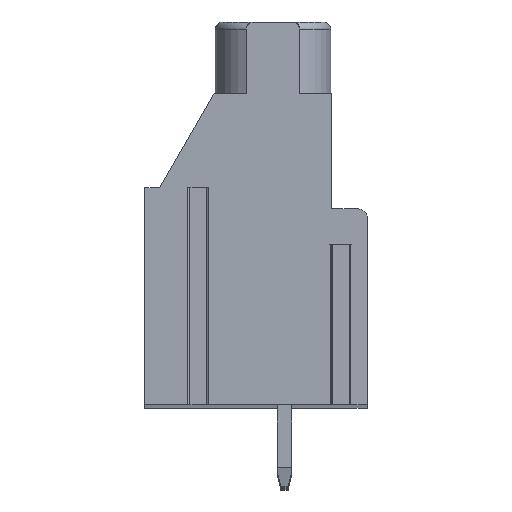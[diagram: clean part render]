
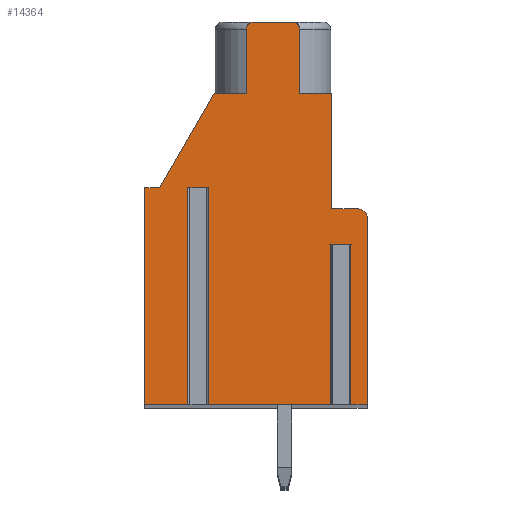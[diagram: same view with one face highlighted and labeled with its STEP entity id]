
A CAD part, top view. The second image highlights one B-rep face of the part: STEP entity #14364.
In plain terms, the highlighted planar face has unit normal (0, 0, 1).
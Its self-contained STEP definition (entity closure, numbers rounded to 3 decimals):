
#65=DIRECTION('',(-1.,0.,0.));
#66=VECTOR('',#65,1.146);
#67=CARTESIAN_POINT('',(-2.127,1.2,104.775));
#68=LINE('',#67,#66);
#69=DIRECTION('',(0.,-1.,0.));
#70=VECTOR('',#69,12.2);
#71=CARTESIAN_POINT('',(-3.273,1.2,104.775));
#72=LINE('',#71,#70);
#73=DIRECTION('',(1.,0.,0.));
#74=VECTOR('',#73,2.427);
#75=CARTESIAN_POINT('',(-5.7,-11.,104.775));
#76=LINE('',#75,#74);
#77=DIRECTION('',(0.,-1.,0.));
#78=VECTOR('',#77,12.2);
#79=CARTESIAN_POINT('',(-5.7,1.2,104.775));
#80=LINE('',#79,#78);
#81=DIRECTION('',(-1.,0.,0.));
#82=VECTOR('',#81,0.84);
#83=CARTESIAN_POINT('',(-4.86,1.2,104.775));
#84=LINE('',#83,#82);
#85=DIRECTION('',(-0.5,-0.866,0.));
#86=VECTOR('',#85,6.12);
#87=CARTESIAN_POINT('',(-1.8,6.5,104.775));
#88=LINE('',#87,#86);
#89=DIRECTION('',(-1.,0.,0.));
#90=VECTOR('',#89,1.8);
#91=CARTESIAN_POINT('',(0.,6.5,104.775));
#92=LINE('',#91,#90);
#93=DIRECTION('',(0.,-1.,0.));
#94=VECTOR('',#93,3.6);
#95=CARTESIAN_POINT('',(0.,10.1,104.775));
#96=LINE('',#95,#94);
#97=CARTESIAN_POINT('',(0.4,10.1,104.775));
#98=DIRECTION('',(0.,0.,1.));
#99=DIRECTION('',(0.,1.,0.));
#100=AXIS2_PLACEMENT_3D('',#97,#98,#99);
#102=DIRECTION('',(-1.,0.,0.));
#103=VECTOR('',#102,2.2);
#104=CARTESIAN_POINT('',(2.6,10.5,104.775));
#105=LINE('',#104,#103);
#106=CARTESIAN_POINT('',(2.6,10.1,104.775));
#107=DIRECTION('',(0.,0.,1.));
#108=DIRECTION('',(1.,0.,0.));
#109=AXIS2_PLACEMENT_3D('',#106,#107,#108);
#111=DIRECTION('',(0.,1.,0.));
#112=VECTOR('',#111,3.6);
#113=CARTESIAN_POINT('',(3.,6.5,104.775));
#114=LINE('',#113,#112);
#115=DIRECTION('',(-1.,0.,0.));
#116=VECTOR('',#115,1.8);
#117=CARTESIAN_POINT('',(4.8,6.5,104.775));
#118=LINE('',#117,#116);
#119=DIRECTION('',(0.,1.,0.));
#120=VECTOR('',#119,6.5);
#121=CARTESIAN_POINT('',(4.8,0.,104.775));
#122=LINE('',#121,#120);
#123=DIRECTION('',(-1.,0.,0.));
#124=VECTOR('',#123,1.5);
#125=CARTESIAN_POINT('',(6.3,0.,104.775));
#126=LINE('',#125,#124);
#127=CARTESIAN_POINT('',(6.3,-0.5,104.775));
#128=DIRECTION('',(0.,0.,1.));
#129=DIRECTION('',(1.,0.,0.));
#130=AXIS2_PLACEMENT_3D('',#127,#128,#129);
#132=DIRECTION('',(0.,1.,0.));
#133=VECTOR('',#132,10.5);
#134=CARTESIAN_POINT('',(6.8,-11.,104.775));
#135=LINE('',#134,#133);
#136=DIRECTION('',(1.,0.,0.));
#137=VECTOR('',#136,0.925);
#138=CARTESIAN_POINT('',(5.875,-11.,104.775));
#139=LINE('',#138,#137);
#140=DIRECTION('',(0.,-1.,0.));
#141=VECTOR('',#140,9.);
#142=CARTESIAN_POINT('',(5.875,-2.,104.775));
#143=LINE('',#142,#141);
#144=DIRECTION('',(-1.,0.,0.));
#145=VECTOR('',#144,1.146);
#146=CARTESIAN_POINT('',(5.875,-2.,104.775));
#147=LINE('',#146,#145);
#148=DIRECTION('',(0.,-1.,0.));
#149=VECTOR('',#148,9.);
#150=CARTESIAN_POINT('',(4.728,-2.,104.775));
#151=LINE('',#150,#149);
#152=DIRECTION('',(1.,0.,0.));
#153=VECTOR('',#152,6.855);
#154=CARTESIAN_POINT('',(-2.127,-11.,104.775));
#155=LINE('',#154,#153);
#156=DIRECTION('',(0.,-1.,0.));
#157=VECTOR('',#156,12.2);
#158=CARTESIAN_POINT('',(-2.127,1.2,104.775));
#159=LINE('',#158,#157);
#11187=CARTESIAN_POINT('',(6.8,-11.,104.775));
#11188=CARTESIAN_POINT('',(6.8,-0.5,104.775));
#11189=VERTEX_POINT('',#11187);
#11190=VERTEX_POINT('',#11188);
#11191=CARTESIAN_POINT('',(6.3,0.,104.775));
#11192=VERTEX_POINT('',#11191);
#11193=CARTESIAN_POINT('',(4.8,0.,104.775));
#11194=VERTEX_POINT('',#11193);
#11195=CARTESIAN_POINT('',(4.8,6.5,104.775));
#11196=VERTEX_POINT('',#11195);
#11197=CARTESIAN_POINT('',(3.,6.5,104.775));
#11198=VERTEX_POINT('',#11197);
#11199=CARTESIAN_POINT('',(3.,10.1,104.775));
#11200=VERTEX_POINT('',#11199);
#11201=CARTESIAN_POINT('',(2.6,10.5,104.775));
#11202=VERTEX_POINT('',#11201);
#11203=CARTESIAN_POINT('',(0.4,10.5,104.775));
#11204=VERTEX_POINT('',#11203);
#11205=CARTESIAN_POINT('',(0.,10.1,104.775));
#11206=VERTEX_POINT('',#11205);
#11207=CARTESIAN_POINT('',(0.,6.5,104.775));
#11208=VERTEX_POINT('',#11207);
#11209=CARTESIAN_POINT('',(-1.8,6.5,104.775));
#11210=VERTEX_POINT('',#11209);
#11211=CARTESIAN_POINT('',(-4.86,1.2,104.775));
#11212=VERTEX_POINT('',#11211);
#11213=CARTESIAN_POINT('',(-5.7,1.2,104.775));
#11214=VERTEX_POINT('',#11213);
#11215=CARTESIAN_POINT('',(-5.7,-11.,104.775));
#11216=VERTEX_POINT('',#11215);
#11373=CARTESIAN_POINT('',(5.875,-2.,104.775));
#11374=CARTESIAN_POINT('',(4.728,-2.,104.775));
#11375=VERTEX_POINT('',#11373);
#11376=VERTEX_POINT('',#11374);
#11377=CARTESIAN_POINT('',(5.875,-11.,104.775));
#11378=VERTEX_POINT('',#11377);
#11379=CARTESIAN_POINT('',(4.728,-11.,104.775));
#11380=VERTEX_POINT('',#11379);
#11405=CARTESIAN_POINT('',(-2.127,1.2,104.775));
#11406=CARTESIAN_POINT('',(-3.273,1.2,104.775));
#11407=VERTEX_POINT('',#11405);
#11408=VERTEX_POINT('',#11406);
#11409=CARTESIAN_POINT('',(-2.127,-11.,104.775));
#11410=VERTEX_POINT('',#11409);
#11411=CARTESIAN_POINT('',(-3.273,-11.,104.775));
#11412=VERTEX_POINT('',#11411);
#14311=CARTESIAN_POINT('',(0.,0.,104.775));
#14312=DIRECTION('',(0.,0.,1.));
#14313=DIRECTION('',(1.,0.,0.));
#14314=AXIS2_PLACEMENT_3D('',#14311,#14312,#14313);
#14315=PLANE('',#14314);
#14317=ORIENTED_EDGE('',*,*,#14316,.T.);
#14319=ORIENTED_EDGE('',*,*,#14318,.T.);
#14321=ORIENTED_EDGE('',*,*,#14320,.F.);
#14323=ORIENTED_EDGE('',*,*,#14322,.F.);
#14325=ORIENTED_EDGE('',*,*,#14324,.F.);
#14327=ORIENTED_EDGE('',*,*,#14326,.F.);
#14329=ORIENTED_EDGE('',*,*,#14328,.F.);
#14331=ORIENTED_EDGE('',*,*,#14330,.F.);
#14333=ORIENTED_EDGE('',*,*,#14332,.F.);
#14335=ORIENTED_EDGE('',*,*,#14334,.F.);
#14337=ORIENTED_EDGE('',*,*,#14336,.F.);
#14339=ORIENTED_EDGE('',*,*,#14338,.F.);
#14341=ORIENTED_EDGE('',*,*,#14340,.F.);
#14343=ORIENTED_EDGE('',*,*,#14342,.F.);
#14345=ORIENTED_EDGE('',*,*,#14344,.F.);
#14347=ORIENTED_EDGE('',*,*,#14346,.F.);
#14349=ORIENTED_EDGE('',*,*,#14348,.F.);
#14351=ORIENTED_EDGE('',*,*,#14350,.F.);
#14353=ORIENTED_EDGE('',*,*,#14352,.F.);
#14355=ORIENTED_EDGE('',*,*,#14354,.T.);
#14357=ORIENTED_EDGE('',*,*,#14356,.T.);
#14359=ORIENTED_EDGE('',*,*,#14358,.F.);
#14361=ORIENTED_EDGE('',*,*,#14360,.F.);
#14362=EDGE_LOOP('',(#14317,#14319,#14321,#14323,#14325,#14327,#14329,#14331,
#14333,#14335,#14337,#14339,#14341,#14343,#14345,#14347,#14349,#14351,#14353,
#14355,#14357,#14359,#14361));
#14363=FACE_OUTER_BOUND('',#14362,.F.);
#101=CIRCLE('',#100,0.4);
#110=CIRCLE('',#109,0.4);
#131=CIRCLE('',#130,0.5);
#14316=EDGE_CURVE('',#11407,#11408,#68,.T.);
#14318=EDGE_CURVE('',#11408,#11412,#72,.T.);
#14320=EDGE_CURVE('',#11216,#11412,#76,.T.);
#14322=EDGE_CURVE('',#11214,#11216,#80,.T.);
#14324=EDGE_CURVE('',#11212,#11214,#84,.T.);
#14326=EDGE_CURVE('',#11210,#11212,#88,.T.);
#14328=EDGE_CURVE('',#11208,#11210,#92,.T.);
#14330=EDGE_CURVE('',#11206,#11208,#96,.T.);
#14332=EDGE_CURVE('',#11204,#11206,#101,.T.);
#14334=EDGE_CURVE('',#11202,#11204,#105,.T.);
#14336=EDGE_CURVE('',#11200,#11202,#110,.T.);
#14338=EDGE_CURVE('',#11198,#11200,#114,.T.);
#14340=EDGE_CURVE('',#11196,#11198,#118,.T.);
#14342=EDGE_CURVE('',#11194,#11196,#122,.T.);
#14344=EDGE_CURVE('',#11192,#11194,#126,.T.);
#14346=EDGE_CURVE('',#11190,#11192,#131,.T.);
#14348=EDGE_CURVE('',#11189,#11190,#135,.T.);
#14350=EDGE_CURVE('',#11378,#11189,#139,.T.);
#14352=EDGE_CURVE('',#11375,#11378,#143,.T.);
#14354=EDGE_CURVE('',#11375,#11376,#147,.T.);
#14356=EDGE_CURVE('',#11376,#11380,#151,.T.);
#14358=EDGE_CURVE('',#11410,#11380,#155,.T.);
#14360=EDGE_CURVE('',#11407,#11410,#159,.T.);
#14364=ADVANCED_FACE('',(#14363),#14315,.T.);
